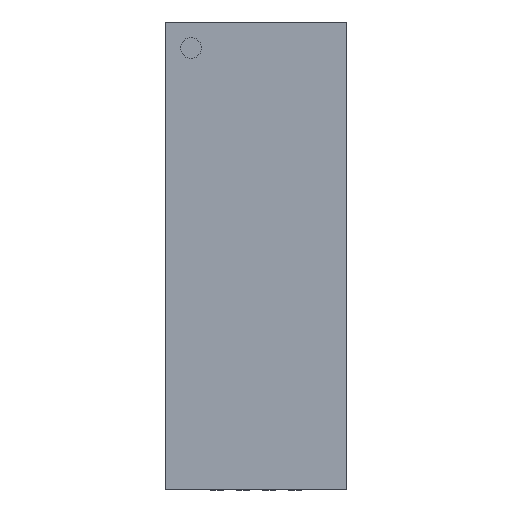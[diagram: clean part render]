
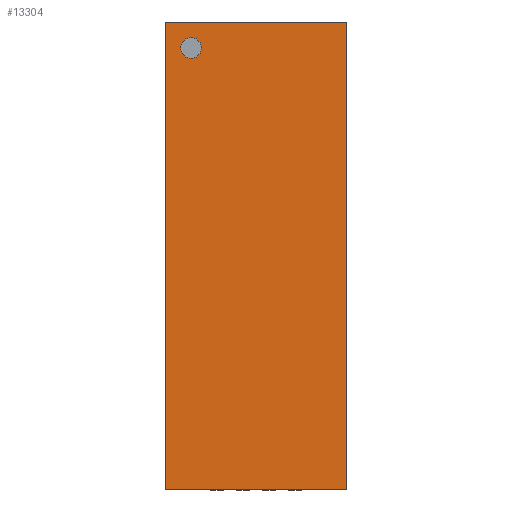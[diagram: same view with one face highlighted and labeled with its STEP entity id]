
A CAD part, top view. The second image highlights one B-rep face of the part: STEP entity #13304.
In plain terms, the highlighted planar face has unit normal (0, 0, 1).
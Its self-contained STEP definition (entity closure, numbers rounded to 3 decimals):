
#7193=CARTESIAN_POINT('',(-1.05,4.0,0.84));
#7194=VERTEX_POINT('',#7193);
#7203=CARTESIAN_POINT('',(-1.45,4.0,0.84));
#7204=VERTEX_POINT('',#7203);
#7205=CARTESIAN_POINT('',(-1.25,4.0,0.84));
#7206=DIRECTION('',(0.0,0.0,-1.0));
#7207=DIRECTION('',(1.0,0.0,0.0));
#7208=AXIS2_PLACEMENT_3D('',#7205,#7206,#7207);
#7209=CIRCLE('',#7208,0.2);
#7210=EDGE_CURVE('',#7204,#7194,#7209,.T.);
#12841=CARTESIAN_POINT('',(-1.75,-4.5,0.84));
#12842=VERTEX_POINT('',#12841);
#12849=CARTESIAN_POINT('',(-1.75,4.5,0.84));
#12850=VERTEX_POINT('',#12849);
#12851=CARTESIAN_POINT('',(-1.75,4.5,0.84));
#12852=DIRECTION('',(0.0,-1.0,0.0));
#12853=VECTOR('',#12852,9.0);
#12854=LINE('',#12851,#12853);
#12855=EDGE_CURVE('',#12850,#12842,#12854,.T.);
#12980=CARTESIAN_POINT('',(1.75,-4.5,0.84));
#12981=VERTEX_POINT('',#12980);
#12988=CARTESIAN_POINT('',(-1.75,-4.5,0.84));
#12989=DIRECTION('',(1.0,0.0,0.0));
#12990=VECTOR('',#12989,3.5);
#12991=LINE('',#12988,#12990);
#12992=EDGE_CURVE('',#12842,#12981,#12991,.T.);
#13101=CARTESIAN_POINT('',(1.75,4.5,0.84));
#13102=VERTEX_POINT('',#13101);
#13109=CARTESIAN_POINT('',(1.75,-4.5,0.84));
#13110=DIRECTION('',(0.0,1.0,0.0));
#13111=VECTOR('',#13110,9.0);
#13112=LINE('',#13109,#13111);
#13113=EDGE_CURVE('',#12981,#13102,#13112,.T.);
#13221=CARTESIAN_POINT('',(1.75,4.5,0.84));
#13222=DIRECTION('',(-1.0,0.0,0.0));
#13223=VECTOR('',#13222,3.5);
#13224=LINE('',#13221,#13223);
#13225=EDGE_CURVE('',#13102,#12850,#13224,.T.);
#13269=CARTESIAN_POINT('',(-1.25,4.0,0.84));
#13270=DIRECTION('',(0.0,0.0,-1.0));
#13271=DIRECTION('',(1.0,0.0,0.0));
#13272=AXIS2_PLACEMENT_3D('',#13269,#13270,#13271);
#13273=CIRCLE('',#13272,0.2);
#13274=EDGE_CURVE('',#7194,#7204,#13273,.T.);
#13289=CARTESIAN_POINT('',(0.0,0.0,0.84));
#13290=DIRECTION('',(0.0,0.0,1.0));
#13291=DIRECTION('',(0.0,-1.0,0.0));
#13292=AXIS2_PLACEMENT_3D('',#13289,#13290,#13291);
#13293=PLANE('',#13292);
#13294=ORIENTED_EDGE('',*,*,#12992,.T.);
#13295=ORIENTED_EDGE('',*,*,#13113,.T.);
#13296=ORIENTED_EDGE('',*,*,#13225,.T.);
#13297=ORIENTED_EDGE('',*,*,#12855,.T.);
#13298=EDGE_LOOP('',(#13294,#13295,#13296,#13297));
#13299=FACE_OUTER_BOUND('',#13298,.T.);
#13300=ORIENTED_EDGE('',*,*,#13274,.T.);
#13301=ORIENTED_EDGE('',*,*,#7210,.T.);
#13302=EDGE_LOOP('',(#13300,#13301));
#13303=FACE_BOUND('',#13302,.T.);
#13304=ADVANCED_FACE('',(#13299,#13303),#13293,.T.);
